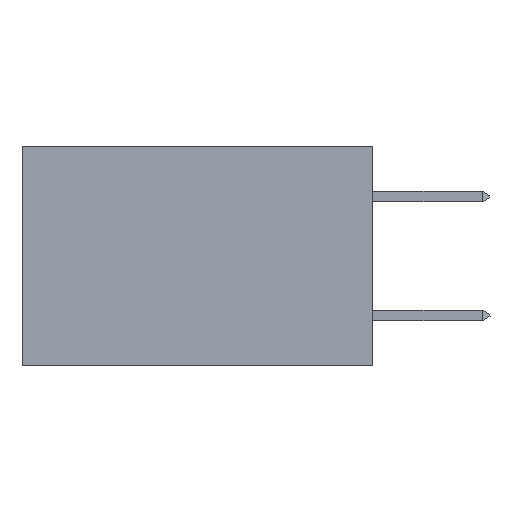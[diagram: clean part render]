
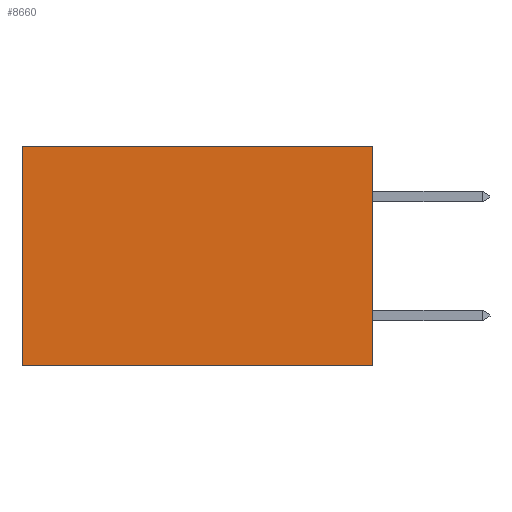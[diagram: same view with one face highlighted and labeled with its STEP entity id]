
A CAD part, left-side view. The second image highlights one B-rep face of the part: STEP entity #8660.
In plain terms, the highlighted planar face has unit normal (-1, 0, 0).
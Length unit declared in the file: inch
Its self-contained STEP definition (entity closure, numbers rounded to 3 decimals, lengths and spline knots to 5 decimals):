
#99 = CARTESIAN_POINT ( 'NONE',  ( 0.277, 0.59, -0.37 ) ) ;
#124 = DIRECTION ( 'NONE',  ( 0., 0., -1. ) ) ;
#305 = VECTOR ( 'NONE', #124, 39.37008 ) ;
#366 = LINE ( 'NONE', #1486, #7775 ) ;
#393 = ORIENTED_EDGE ( 'NONE', *, *, #8232, .T. ) ;
#567 = DIRECTION ( 'NONE',  ( 0., 0., -1. ) ) ;
#976 = DIRECTION ( 'NONE',  ( 0., 1., 0. ) ) ;
#1486 = CARTESIAN_POINT ( 'NONE',  ( 0.277, 0., 0. ) ) ;
#1816 = VERTEX_POINT ( 'NONE', #4917 ) ;
#1923 = DIRECTION ( 'NONE',  ( 0., 1., 0. ) ) ;
#2071 = PLANE ( 'NONE',  #2829 ) ;
#2079 = CARTESIAN_POINT ( 'NONE',  ( 0.277, 0., -0.37 ) ) ;
#2176 = VERTEX_POINT ( 'NONE', #6281 ) ;
#2192 = ORIENTED_EDGE ( 'NONE', *, *, #2937, .T. ) ;
#2787 = CARTESIAN_POINT ( 'NONE',  ( 0.277, 0., -0.37 ) ) ;
#2829 = AXIS2_PLACEMENT_3D ( 'NONE', #2787, #4931, #567 ) ;
#2937 = EDGE_CURVE ( 'NONE', #1816, #4656, #7731, .T. ) ;
#3469 = VECTOR ( 'NONE', #1923, 39.37008 ) ;
#3554 = FACE_OUTER_BOUND ( 'NONE', #4213, .T. ) ;
#3896 = VERTEX_POINT ( 'NONE', #4571 ) ;
#4119 = ORIENTED_EDGE ( 'NONE', *, *, #7082, .F. ) ;
#4213 = EDGE_LOOP ( 'NONE', ( #2192, #4119, #5978, #393 ) ) ;
#4558 = VECTOR ( 'NONE', #5194, 39.37008 ) ;
#4571 = CARTESIAN_POINT ( 'NONE',  ( 0.277, 0., 0. ) ) ;
#4656 = VERTEX_POINT ( 'NONE', #8029 ) ;
#4917 = CARTESIAN_POINT ( 'NONE',  ( 0.277, 0.59, 0. ) ) ;
#4931 = DIRECTION ( 'NONE',  ( 1., 0., 0. ) ) ;
#4953 = CARTESIAN_POINT ( 'NONE',  ( 0.277, 0., -0.37 ) ) ;
#5194 = DIRECTION ( 'NONE',  ( 0., 0., -1. ) ) ;
#5197 = EDGE_CURVE ( 'NONE', #3896, #2176, #8009, .T. ) ;
#5978 = ORIENTED_EDGE ( 'NONE', *, *, #5197, .F. ) ;
#6281 = CARTESIAN_POINT ( 'NONE',  ( 0.277, 0., -0.37 ) ) ;
#7082 = EDGE_CURVE ( 'NONE', #2176, #4656, #7159, .T. ) ;
#7159 = LINE ( 'NONE', #2079, #3469 ) ;
#7731 = LINE ( 'NONE', #99, #305 ) ;
#7775 = VECTOR ( 'NONE', #976, 39.37008 ) ;
#8009 = LINE ( 'NONE', #4953, #4558 ) ;
#8029 = CARTESIAN_POINT ( 'NONE',  ( 0.277, 0.59, -0.37 ) ) ;
#8232 = EDGE_CURVE ( 'NONE', #3896, #1816, #366, .T. ) ;
#8660 = ADVANCED_FACE ( 'NONE', ( #3554 ), #2071, .F. ) ;
